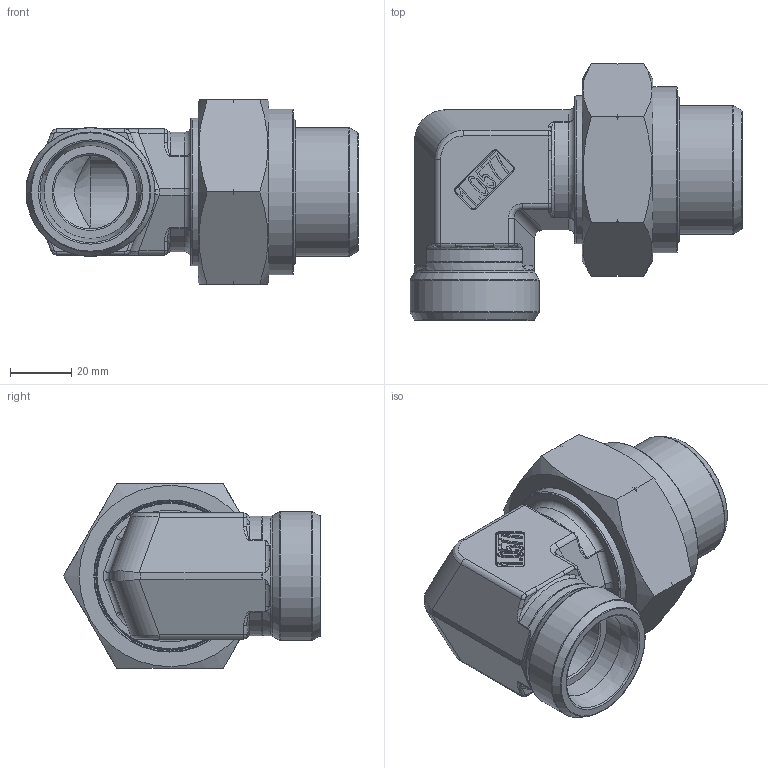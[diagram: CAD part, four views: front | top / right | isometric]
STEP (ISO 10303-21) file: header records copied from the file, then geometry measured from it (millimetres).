
FILE_DESCRIPTION(/* description */ (''),/* implementation_level */ '2;1');
FILE_NAME(/* name */ 'SV30.stp',/* time_stamp */ '2025-01-10T08:51:27+01:00',/* author */ (''),/* organization */ (''),/* preprocessor_version */ 'ST-DEVELOPER v16',/* originating_system */ 'SIEMENS PLM Software NX 10.0',/* authorisation */ '');
FILE_SCHEMA (('AP203_CONFIGURATION_CONTROLLED_3D_DESIGN_OF_MECHANICAL_PARTS_AND_ASSEMBLIES_MIM_LF { 1 0 10303 403 2 1 2}'));
Length unit declared in the file: millimetre
Products named in the file (1): lwes24B827ADuvav
Bounding box: 108 x 83.64 x 60 mm (x, y, z)
Volume: 163215.7 mm3; surface area: 48063.2 mm2
Topology: 4 solids, 4 shells, 324 faces, 789 edges, 491 vertices
Faces by surface type: plane 117, cylinder 82, bspline 40, torus 38, cone 28, extrusion 17, revolution 2
Full cylindrical faces by diameter (mm): 24 x2, 30.22 x1, 38.5 x1, 38.9 x1, 38.952 x1, 41.91 x1, 42 x1, 43.045 x1, 48.12 x2, 48.34 x1, 49.25 x1, 53.95 x1
Entity records: 10583 total; most frequent: CARTESIAN_POINT 3694, ORIENTED_EDGE 1432, DIRECTION 1267, EDGE_CURVE 716, AXIS2_PLACEMENT_3D 513, VERTEX_POINT 473, EDGE_LOOP 399, ADVANCED_FACE 324
